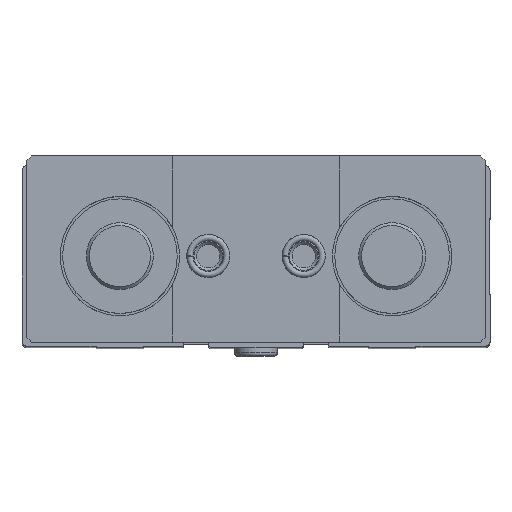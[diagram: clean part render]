
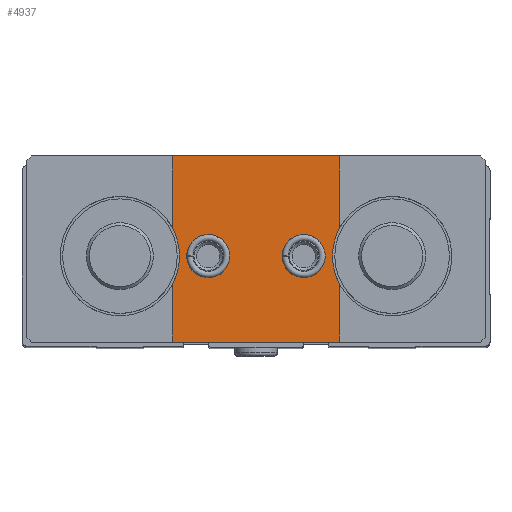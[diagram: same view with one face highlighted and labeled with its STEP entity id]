
A CAD part, top view. The second image highlights one B-rep face of the part: STEP entity #4937.
In plain terms, the highlighted planar face has unit normal (0, 0, 1).
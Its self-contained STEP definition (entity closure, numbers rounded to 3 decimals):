
#164=PLANE('',#5507);
#517=CIRCLE('',#5508,4.5);
#518=CIRCLE('',#5509,4.5);
#519=CIRCLE('',#5510,12.5);
#520=CIRCLE('',#5511,12.5);
#1461=ORIENTED_EDGE('',*,*,#2329,.F.);
#1462=ORIENTED_EDGE('',*,*,#2330,.F.);
#1463=ORIENTED_EDGE('',*,*,#2250,.T.);
#1464=ORIENTED_EDGE('',*,*,#2331,.T.);
#1465=ORIENTED_EDGE('',*,*,#2252,.T.);
#1466=ORIENTED_EDGE('',*,*,#2310,.T.);
#1467=ORIENTED_EDGE('',*,*,#2258,.T.);
#1468=ORIENTED_EDGE('',*,*,#2332,.T.);
#1469=ORIENTED_EDGE('',*,*,#2260,.T.);
#1470=ORIENTED_EDGE('',*,*,#2302,.T.);
#2250=EDGE_CURVE('',#2803,#2802,#3186,.T.);
#2252=EDGE_CURVE('',#2804,#2805,#3188,.T.);
#2258=EDGE_CURVE('',#2811,#2810,#3194,.T.);
#2260=EDGE_CURVE('',#2812,#2813,#3196,.T.);
#2302=EDGE_CURVE('',#2813,#2803,#3230,.T.);
#2310=EDGE_CURVE('',#2805,#2811,#3238,.T.);
#2329=EDGE_CURVE('',#2849,#2849,#517,.T.);
#2330=EDGE_CURVE('',#2850,#2850,#518,.T.);
#2331=EDGE_CURVE('',#2802,#2804,#519,.F.);
#2332=EDGE_CURVE('',#2810,#2812,#520,.F.);
#2802=VERTEX_POINT('',#8177);
#2803=VERTEX_POINT('',#8179);
#2804=VERTEX_POINT('',#8183);
#2805=VERTEX_POINT('',#8184);
#2810=VERTEX_POINT('',#8195);
#2811=VERTEX_POINT('',#8197);
#2812=VERTEX_POINT('',#8201);
#2813=VERTEX_POINT('',#8202);
#2849=VERTEX_POINT('',#8324);
#2850=VERTEX_POINT('',#8326);
#3186=LINE('',#8178,#3509);
#3188=LINE('',#8182,#3511);
#3194=LINE('',#8196,#3517);
#3196=LINE('',#8200,#3519);
#3230=LINE('',#8279,#3553);
#3238=LINE('',#8293,#3561);
#3509=VECTOR('',#6645,1000.);
#3511=VECTOR('',#6649,1000.);
#3517=VECTOR('',#6657,1000.);
#3519=VECTOR('',#6661,1000.);
#3553=VECTOR('',#6731,1000.);
#3561=VECTOR('',#6743,1000.);
#3908=EDGE_LOOP('',(#1461));
#3909=EDGE_LOOP('',(#1462));
#3910=EDGE_LOOP('',(#1463,#1464,#1465,#1466,#1467,#1468,#1469,#1470));
#4426=FACE_BOUND('',#3908,.T.);
#4427=FACE_BOUND('',#3909,.T.);
#4428=FACE_BOUND('',#3910,.T.);
#4937=ADVANCED_FACE('',(#4426,#4427,#4428),#164,.T.);
#5507=AXIS2_PLACEMENT_3D('',#8322,#6775,#6776);
#5508=AXIS2_PLACEMENT_3D('',#8323,#6777,#6778);
#5509=AXIS2_PLACEMENT_3D('',#8325,#6779,#6780);
#5510=AXIS2_PLACEMENT_3D('',#8327,#6781,#6782);
#5511=AXIS2_PLACEMENT_3D('',#8328,#6783,#6784);
#6645=DIRECTION('',(0.,-1.,0.));
#6649=DIRECTION('',(0.,-1.,0.));
#6657=DIRECTION('',(0.,1.,0.));
#6661=DIRECTION('',(0.,1.,0.));
#6731=DIRECTION('',(-1.,0.,0.));
#6743=DIRECTION('',(1.,0.,0.));
#6775=DIRECTION('',(0.,0.,1.));
#6776=DIRECTION('',(1.,0.,0.));
#6777=DIRECTION('',(0.,0.,1.));
#6778=DIRECTION('',(1.,0.,0.));
#6779=DIRECTION('',(0.,0.,1.));
#6780=DIRECTION('',(1.,0.,0.));
#6781=DIRECTION('',(0.,0.,1.));
#6782=DIRECTION('',(1.,0.,0.));
#6783=DIRECTION('',(0.,0.,1.));
#6784=DIRECTION('',(1.,0.,0.));
#8177=CARTESIAN_POINT('',(-17.5,5.937,30.));
#8178=CARTESIAN_POINT('',(-17.5,0.,30.));
#8179=CARTESIAN_POINT('',(-17.5,21.,30.));
#8182=CARTESIAN_POINT('',(-17.5,0.,30.));
#8183=CARTESIAN_POINT('',(-17.5,-5.937,30.));
#8184=CARTESIAN_POINT('',(-17.5,-18.,30.));
#8195=CARTESIAN_POINT('',(17.5,-5.937,30.));
#8196=CARTESIAN_POINT('',(17.5,0.,30.));
#8197=CARTESIAN_POINT('',(17.5,-18.,30.));
#8200=CARTESIAN_POINT('',(17.5,0.,30.));
#8201=CARTESIAN_POINT('',(17.5,5.937,30.));
#8202=CARTESIAN_POINT('',(17.5,21.,30.));
#8279=CARTESIAN_POINT('',(48.,21.,30.));
#8293=CARTESIAN_POINT('',(-48.,-18.,30.));
#8322=CARTESIAN_POINT('',(0.,0.,30.));
#8323=CARTESIAN_POINT('',(-10.,0.,30.));
#8324=CARTESIAN_POINT('',(-5.5,0.,30.));
#8325=CARTESIAN_POINT('',(10.,0.,30.));
#8326=CARTESIAN_POINT('',(14.5,0.,30.));
#8327=CARTESIAN_POINT('',(-28.5,0.,30.));
#8328=CARTESIAN_POINT('',(28.5,0.,30.));
